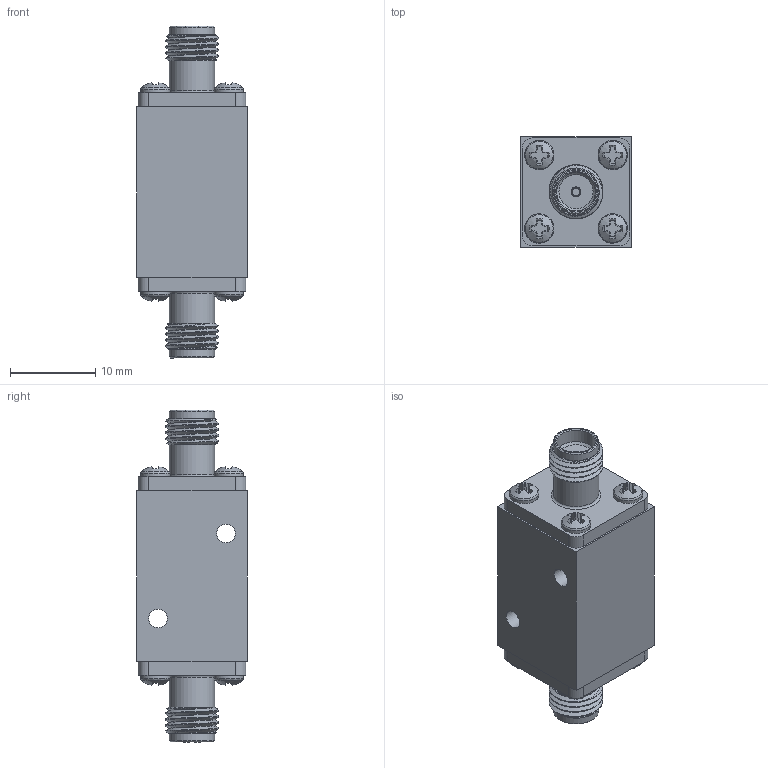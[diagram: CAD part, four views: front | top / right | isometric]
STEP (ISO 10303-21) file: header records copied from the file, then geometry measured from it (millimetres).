
FILE_DESCRIPTION (( 'STEP AP203' ), '1' );
FILE_NAME ('SML1030.step', '2019-11-05T18:53:12', ( '' ), ( '' ), 'SwSTEP 2.0', 'SolidWorks 2018', '' );
FILE_SCHEMA (( 'CONFIG_CONTROL_DESIGN' ));
Length unit declared in the file: inch
Products named in the file (1): SML1030
Bounding box: 13 x 13 x 39.05 mm (x, y, z)
Volume: 4135 mm3; surface area: 3141.2 mm2
Topology: 3 solids, 3 shells, 370 faces, 930 edges, 618 vertices
Faces by surface type: plane 218, bspline 58, cylinder 48, cone 44, torus 2
Full cylindrical faces by diameter (mm): 0.914 x2, 1.016 x2, 1.168 x2, 2.2 x2, 2.578 x8, 3.454 x8, 4.521 x2, 5.334 x4
Entity records: 24453 total; most frequent: CARTESIAN_POINT 16513, ORIENTED_EDGE 1740, DIRECTION 1322, EDGE_CURVE 870, VERTEX_POINT 606, AXIS2_PLACEMENT_3D 479, EDGE_LOOP 474, FACE_OUTER_BOUND 410
